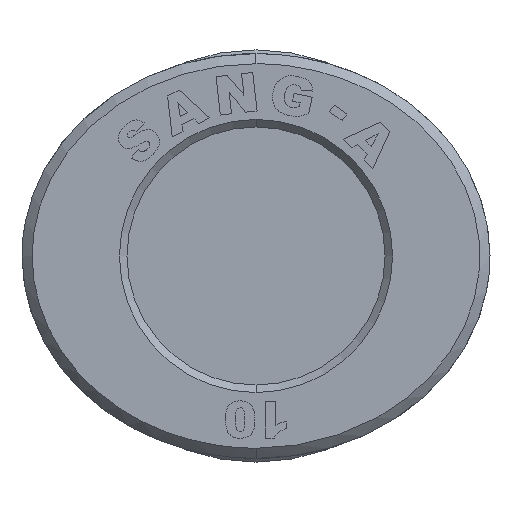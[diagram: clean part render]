
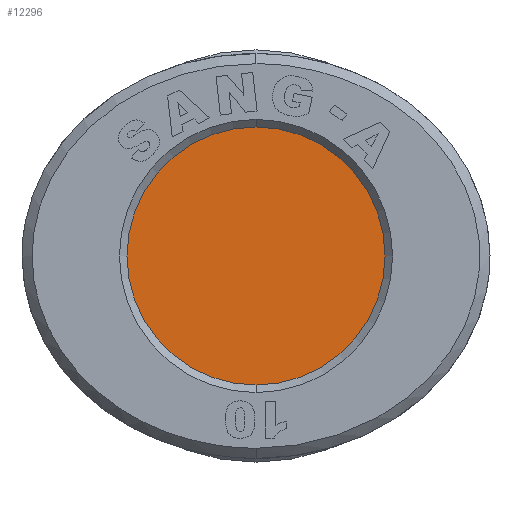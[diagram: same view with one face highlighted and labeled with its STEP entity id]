
A CAD part, left-side view. The second image highlights one B-rep face of the part: STEP entity #12296.
In plain terms, the highlighted planar face has unit normal (-1, 0, 0).
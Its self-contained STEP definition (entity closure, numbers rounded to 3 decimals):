
#973 = DIRECTION ( 'NONE',  ( 0., 0., -1. ) ) ;
#2028 = VERTEX_POINT ( 'NONE', #5659 ) ;
#5659 = CARTESIAN_POINT ( 'NONE',  ( -14.854, 5.1, 0. ) ) ;
#5952 = CARTESIAN_POINT ( 'NONE',  ( -14.854, -5.1, 0. ) ) ;
#6005 = ORIENTED_EDGE ( 'NONE', *, *, #15806, .T. ) ;
#7929 = DIRECTION ( 'NONE',  ( -1., 0., 0. ) ) ;
#8439 = DIRECTION ( 'NONE',  ( -1., 0., 0. ) ) ;
#8826 = VERTEX_POINT ( 'NONE', #5952 ) ;
#10040 = CARTESIAN_POINT ( 'NONE',  ( -14.854, 0., 0. ) ) ;
#10169 = AXIS2_PLACEMENT_3D ( 'NONE', #20396, #7929, #13256 ) ;
#10641 = AXIS2_PLACEMENT_3D ( 'NONE', #19892, #11650, #973 ) ;
#11650 = DIRECTION ( 'NONE',  ( 1., 0., 0. ) ) ;
#12296 = ADVANCED_FACE ( 'NONE', ( #12667 ), #12828, .F. ) ;
#12667 = FACE_OUTER_BOUND ( 'NONE', #21719, .T. ) ;
#12828 = PLANE ( 'NONE',  #10641 ) ;
#13256 = DIRECTION ( 'NONE',  ( 0., 1., 0. ) ) ;
#14253 = AXIS2_PLACEMENT_3D ( 'NONE', #10040, #8439, #18665 ) ;
#14926 = ORIENTED_EDGE ( 'NONE', *, *, #20464, .T. ) ;
#15109 = CIRCLE ( 'NONE', #10169, 5.1 ) ;
#15806 = EDGE_CURVE ( 'NONE', #2028, #8826, #21354, .T. ) ;
#18665 = DIRECTION ( 'NONE',  ( 0., 1., 0. ) ) ;
#19892 = CARTESIAN_POINT ( 'NONE',  ( -14.854, 0., 0. ) ) ;
#20396 = CARTESIAN_POINT ( 'NONE',  ( -14.854, 0., 0. ) ) ;
#20464 = EDGE_CURVE ( 'NONE', #8826, #2028, #15109, .T. ) ;
#21354 = CIRCLE ( 'NONE', #14253, 5.1 ) ;
#21719 = EDGE_LOOP ( 'NONE', ( #6005, #14926 ) ) ;
